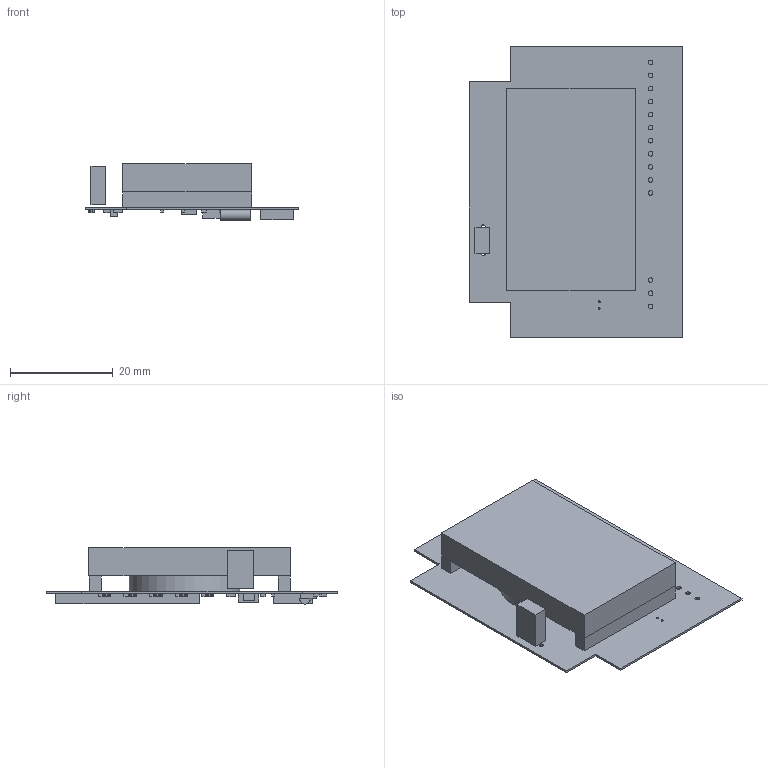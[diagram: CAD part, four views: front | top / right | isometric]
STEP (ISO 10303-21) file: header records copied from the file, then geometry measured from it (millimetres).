
FILE_DESCRIPTION(('Open CASCADE Model'),'2;1');
FILE_NAME('Open CASCADE Shape Model','2014-03-05T15:33:33',('Author'),( 'Open CASCADE'),'Open CASCADE STEP processor 6.2','Open CASCADE 6.2' ,'Unknown');
FILE_SCHEMA(('AUTOMOTIVE_DESIGN { 1 0 10303 214 1 1 1 1 }'));
Length unit declared in the file: millimetre
Products named in the file (61): PCB; Board; R16; 811860912; Extruded; R7; U2; 918296576; 918296448; JP2; 918296320; U1; 918296704; R17; 595966496; R6; R5; R4; R3; R1; LED5; 918296064; 918295936; LED4; LED3; LED2; 600490528; LED1; JP1; 918296192; C28; 811861552; U3; 730044784; U4; 730043760; R18; 811861296; C12; 595954080 ...
Assembly tree (75 placements, depth 4):
  PCB
    Board
    R16
      811860912
        Extruded
    R7
      811860912
        Extruded
    U2
      918296576
        Extruded
      918296448  x2
        Extruded
    JP2
      918296320
        Extruded
    U1
      918296704
        Extruded
    R17
      595966496
        Extruded
    R6
      595966496
        Extruded
    R5
      595966496
        Extruded
    R4
      595966496
        Extruded
    R3
      595966496
        Extruded
    R1
      595966496
        Extruded
    LED5
      918296064
        Extruded
      918295936
        Extruded
    LED4
      918296064
        Extruded
      918295936
        Extruded
    LED3
      918296064
        Extruded
      918295936
        Extruded
    LED2
      600490528
        Extruded
      918295936
        Extruded
    LED1
      918296064
        Extruded
Bounding box: 41.5 x 56.74 x 11.01 mm (x, y, z)
Volume: 10209.6 mm3; surface area: 10112.3 mm2
Topology: 33 solids, 33 shells, 263 faces, 591 edges, 394 vertices
Faces by surface type: plane 224, cylinder 39
Full cylindrical faces by diameter (mm): 0.4 x2, 0.85 x3, 0.9 x14, 1 x16, 1.3 x2, 2 x1, 21.5 x1
Entity records: 10751 total; most frequent: CARTESIAN_POINT 2012, DIRECTION 1529, LINE 911, VECTOR 911, ORIENTED_EDGE 714, PCURVE 714, DEFINITIONAL_REPRESENTATION 714, EDGE_CURVE 357
